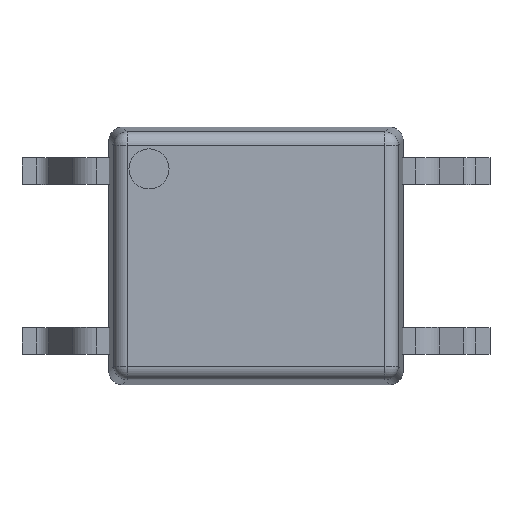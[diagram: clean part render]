
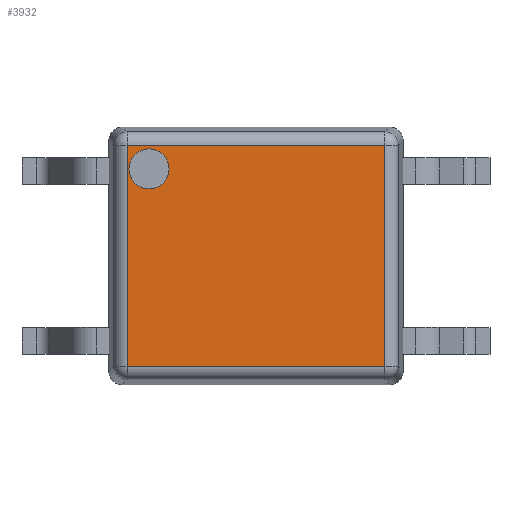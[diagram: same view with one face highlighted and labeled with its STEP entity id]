
A CAD part, top view. The second image highlights one B-rep face of the part: STEP entity #3932.
In plain terms, the highlighted planar face has unit normal (0, 0, 1).
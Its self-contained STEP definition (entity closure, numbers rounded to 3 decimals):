
#34 = AXIS2_PLACEMENT_3D ( 'NONE', #665, #974, #2653 ) ;
#58 = FACE_BOUND ( 'NONE', #1849, .T. ) ;
#72 = CARTESIAN_POINT ( 'NONE',  ( 1.929, -1.925, 2.1 ) ) ;
#103 = PLANE ( 'NONE',  #2049 ) ;
#216 = ORIENTED_EDGE ( 'NONE', *, *, #696, .T. ) ;
#239 = VECTOR ( 'NONE', #1391, 1000. ) ;
#246 = CARTESIAN_POINT ( 'NONE',  ( -1.929, -1.654, 2.1 ) ) ;
#424 = LINE ( 'NONE', #3443, #1871 ) ;
#665 = CARTESIAN_POINT ( 'NONE',  ( -1.6, 1.3, 2.1 ) ) ;
#696 = EDGE_CURVE ( 'NONE', #2164, #3953, #1431, .T. ) ;
#974 = DIRECTION ( 'NONE',  ( 0., 0., 1. ) ) ;
#1117 = EDGE_CURVE ( 'NONE', #3175, #2164, #3388, .T. ) ;
#1376 = FACE_OUTER_BOUND ( 'NONE', #4169, .T. ) ;
#1391 = DIRECTION ( 'NONE',  ( 0., 1., 0. ) ) ;
#1402 = EDGE_CURVE ( 'NONE', #3953, #2257, #424, .T. ) ;
#1431 = LINE ( 'NONE', #3986, #3755 ) ;
#1539 = ORIENTED_EDGE ( 'NONE', *, *, #2258, .F. ) ;
#1549 = AXIS2_PLACEMENT_3D ( 'NONE', #2587, #4153, #3869 ) ;
#1695 = DIRECTION ( 'NONE',  ( -1., 0., 0. ) ) ;
#1787 = DIRECTION ( 'NONE',  ( 0., -1., 0. ) ) ;
#1820 = VECTOR ( 'NONE', #3811, 1000. ) ;
#1849 = EDGE_LOOP ( 'NONE', ( #2076, #1539 ) ) ;
#1871 = VECTOR ( 'NONE', #1787, 1000. ) ;
#1944 = CIRCLE ( 'NONE', #34, 0.3 ) ;
#2049 = AXIS2_PLACEMENT_3D ( 'NONE', #3821, #4160, #3503 ) ;
#2067 = EDGE_CURVE ( 'NONE', #3551, #2885, #1944, .T. ) ;
#2076 = ORIENTED_EDGE ( 'NONE', *, *, #2067, .F. ) ;
#2084 = CARTESIAN_POINT ( 'NONE',  ( 2.2, -1.654, 2.1 ) ) ;
#2146 = EDGE_CURVE ( 'NONE', #2257, #3175, #4070, .T. ) ;
#2150 = CARTESIAN_POINT ( 'NONE',  ( 1.929, 1.654, 2.1 ) ) ;
#2164 = VERTEX_POINT ( 'NONE', #2150 ) ;
#2257 = VERTEX_POINT ( 'NONE', #246 ) ;
#2258 = EDGE_CURVE ( 'NONE', #2885, #3551, #3834, .T. ) ;
#2587 = CARTESIAN_POINT ( 'NONE',  ( -1.6, 1.3, 2.1 ) ) ;
#2653 = DIRECTION ( 'NONE',  ( 1., 0., 0. ) ) ;
#2755 = CARTESIAN_POINT ( 'NONE',  ( -1.929, 1.654, 2.1 ) ) ;
#2885 = VERTEX_POINT ( 'NONE', #3095 ) ;
#3095 = CARTESIAN_POINT ( 'NONE',  ( -1.9, 1.3, 2.1 ) ) ;
#3175 = VERTEX_POINT ( 'NONE', #3789 ) ;
#3388 = LINE ( 'NONE', #72, #239 ) ;
#3410 = ORIENTED_EDGE ( 'NONE', *, *, #1402, .T. ) ;
#3443 = CARTESIAN_POINT ( 'NONE',  ( -1.929, -1.925, 2.1 ) ) ;
#3503 = DIRECTION ( 'NONE',  ( 1., 0., 0. ) ) ;
#3551 = VERTEX_POINT ( 'NONE', #4218 ) ;
#3755 = VECTOR ( 'NONE', #1695, 1000. ) ;
#3789 = CARTESIAN_POINT ( 'NONE',  ( 1.929, -1.654, 2.1 ) ) ;
#3811 = DIRECTION ( 'NONE',  ( 1., 0., 0. ) ) ;
#3821 = CARTESIAN_POINT ( 'NONE',  ( 2.2, -1.925, 2.1 ) ) ;
#3834 = CIRCLE ( 'NONE', #1549, 0.3 ) ;
#3869 = DIRECTION ( 'NONE',  ( 1., 0., 0. ) ) ;
#3932 = ADVANCED_FACE ( 'NONE', ( #58, #1376 ), #103, .T. ) ;
#3953 = VERTEX_POINT ( 'NONE', #2755 ) ;
#3972 = ORIENTED_EDGE ( 'NONE', *, *, #2146, .T. ) ;
#3986 = CARTESIAN_POINT ( 'NONE',  ( 2.2, 1.654, 2.1 ) ) ;
#4070 = LINE ( 'NONE', #2084, #1820 ) ;
#4153 = DIRECTION ( 'NONE',  ( 0., 0., 1. ) ) ;
#4160 = DIRECTION ( 'NONE',  ( 0., 0., 1. ) ) ;
#4169 = EDGE_LOOP ( 'NONE', ( #3972, #4229, #216, #3410 ) ) ;
#4218 = CARTESIAN_POINT ( 'NONE',  ( -1.3, 1.3, 2.1 ) ) ;
#4229 = ORIENTED_EDGE ( 'NONE', *, *, #1117, .T. ) ;
